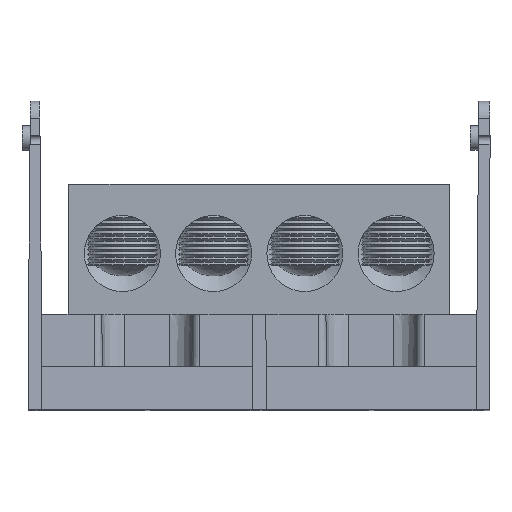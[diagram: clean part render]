
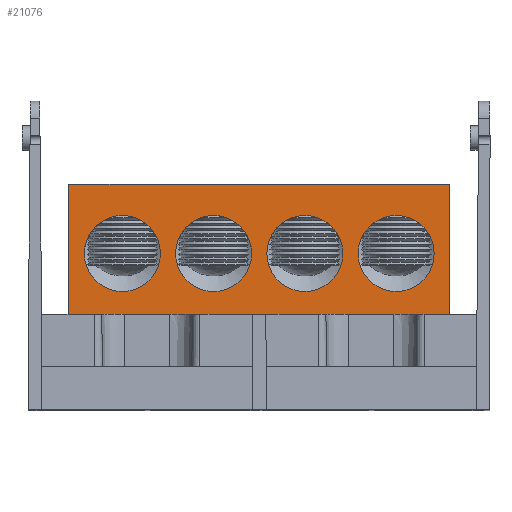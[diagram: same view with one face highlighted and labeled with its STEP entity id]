
A CAD part, top view. The second image highlights one B-rep face of the part: STEP entity #21076.
In plain terms, the highlighted planar face has unit normal (0, 0, 1).
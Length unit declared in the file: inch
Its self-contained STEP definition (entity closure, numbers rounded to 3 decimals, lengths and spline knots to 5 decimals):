
#35 = DIRECTION ( 'NONE',  ( 0., 0., 1. ) ) ;
#1964 = LINE ( 'NONE', #19511, #13987 ) ;
#2035 = DIRECTION ( 'NONE',  ( 0., 0., 1. ) ) ;
#2070 = EDGE_CURVE ( 'NONE', #42795, #42795, #37747, .T. ) ;
#2343 = EDGE_CURVE ( 'NONE', #53500, #53500, #34832, .T. ) ;
#5035 = CIRCLE ( 'NONE', #42235, 0.4375 ) ;
#5768 = AXIS2_PLACEMENT_3D ( 'NONE', #17874, #49860, #22455 ) ;
#6763 = PLANE ( 'NONE',  #18026 ) ;
#7263 = CARTESIAN_POINT ( 'NONE',  ( -0.9, 1.1, 1.75 ) ) ;
#8204 = VERTEX_POINT ( 'NONE', #19885 ) ;
#8341 = ORIENTED_EDGE ( 'NONE', *, *, #38492, .T. ) ;
#9791 = ORIENTED_EDGE ( 'NONE', *, *, #14491, .F. ) ;
#10122 = CARTESIAN_POINT ( 'NONE',  ( 0.1525, 1.8, 1.75 ) ) ;
#11535 = CARTESIAN_POINT ( 'NONE',  ( 3.48, 1.1, 1.75 ) ) ;
#11979 = LINE ( 'NONE', #7263, #24122 ) ;
#13987 = VECTOR ( 'NONE', #14940, 39.37008 ) ;
#14491 = EDGE_CURVE ( 'NONE', #56331, #56331, #48540, .T. ) ;
#14940 = DIRECTION ( 'NONE',  ( -1., 0., 0. ) ) ;
#15053 = EDGE_LOOP ( 'NONE', ( #9791 ) ) ;
#15647 = LINE ( 'NONE', #57606, #27775 ) ;
#16145 = DIRECTION ( 'NONE',  ( -1., 0., 0. ) ) ;
#17130 = VERTEX_POINT ( 'NONE', #20287 ) ;
#17874 = CARTESIAN_POINT ( 'NONE',  ( 2.865, 1.8, 1.75 ) ) ;
#18026 = AXIS2_PLACEMENT_3D ( 'NONE', #11535, #43524, #16145 ) ;
#19354 = CARTESIAN_POINT ( 'NONE',  ( 1.2025, 1.8, 1.75 ) ) ;
#19511 = CARTESIAN_POINT ( 'NONE',  ( 3.48, 1.1, 1.75 ) ) ;
#19739 = AXIS2_PLACEMENT_3D ( 'NONE', #50093, #35, #24700 ) ;
#19885 = CARTESIAN_POINT ( 'NONE',  ( -0.9, 2.6, 1.75 ) ) ;
#20287 = CARTESIAN_POINT ( 'NONE',  ( -0.9, 1.1, 1.75 ) ) ;
#21076 = ADVANCED_FACE ( 'NONE', ( #34670, #36067, #58961, #46809, #22512 ), #6763, .F. ) ;
#22455 = DIRECTION ( 'NONE',  ( 1., 0., 0. ) ) ;
#22512 = FACE_OUTER_BOUND ( 'NONE', #31756, .T. ) ;
#23834 = CARTESIAN_POINT ( 'NONE',  ( 1.815, 1.8, 1.75 ) ) ;
#24122 = VECTOR ( 'NONE', #38599, 39.37008 ) ;
#24346 = ORIENTED_EDGE ( 'NONE', *, *, #57049, .F. ) ;
#24700 = DIRECTION ( 'NONE',  ( 1., 0., 0. ) ) ;
#27088 = CARTESIAN_POINT ( 'NONE',  ( 2.2525, 1.8, 1.75 ) ) ;
#27775 = VECTOR ( 'NONE', #34838, 39.37008 ) ;
#28491 = DIRECTION ( 'NONE',  ( 1., 0., 0. ) ) ;
#29307 = CARTESIAN_POINT ( 'NONE',  ( 0.765, 1.8, 1.75 ) ) ;
#30695 = EDGE_CURVE ( 'NONE', #31275, #41065, #50424, .T. ) ;
#31275 = VERTEX_POINT ( 'NONE', #43932 ) ;
#31756 = EDGE_LOOP ( 'NONE', ( #57337, #24346, #41857, #8341 ) ) ;
#31916 = ORIENTED_EDGE ( 'NONE', *, *, #38223, .F. ) ;
#33877 = DIRECTION ( 'NONE',  ( 1., 0., 0. ) ) ;
#34670 = FACE_BOUND ( 'NONE', #58950, .T. ) ;
#34832 = CIRCLE ( 'NONE', #40018, 0.4375 ) ;
#34838 = DIRECTION ( 'NONE',  ( -1., 0., 0. ) ) ;
#36067 = FACE_BOUND ( 'NONE', #58259, .T. ) ;
#37747 = CIRCLE ( 'NONE', #19739, 0.4375 ) ;
#38215 = VECTOR ( 'NONE', #56950, 39.37008 ) ;
#38223 = EDGE_CURVE ( 'NONE', #52658, #52658, #5035, .T. ) ;
#38492 = EDGE_CURVE ( 'NONE', #31275, #8204, #15647, .T. ) ;
#38599 = DIRECTION ( 'NONE',  ( 0., -1., 0. ) ) ;
#38671 = CARTESIAN_POINT ( 'NONE',  ( 3.3025, 1.8, 1.75 ) ) ;
#40018 = AXIS2_PLACEMENT_3D ( 'NONE', #29307, #2035, #33877 ) ;
#41065 = VERTEX_POINT ( 'NONE', #58614 ) ;
#41857 = ORIENTED_EDGE ( 'NONE', *, *, #30695, .F. ) ;
#42235 = AXIS2_PLACEMENT_3D ( 'NONE', #23834, #55848, #28491 ) ;
#42795 = VERTEX_POINT ( 'NONE', #10122 ) ;
#43524 = DIRECTION ( 'NONE',  ( 0., 0., -1. ) ) ;
#43932 = CARTESIAN_POINT ( 'NONE',  ( 3.48, 2.6, 1.75 ) ) ;
#46544 = EDGE_LOOP ( 'NONE', ( #31916 ) ) ;
#46809 = FACE_BOUND ( 'NONE', #15053, .T. ) ;
#48540 = CIRCLE ( 'NONE', #5768, 0.4375 ) ;
#49860 = DIRECTION ( 'NONE',  ( 0., 0., 1. ) ) ;
#50093 = CARTESIAN_POINT ( 'NONE',  ( -0.285, 1.8, 1.75 ) ) ;
#50424 = LINE ( 'NONE', #52372, #38215 ) ;
#51374 = EDGE_CURVE ( 'NONE', #8204, #17130, #11979, .T. ) ;
#51835 = ORIENTED_EDGE ( 'NONE', *, *, #2343, .F. ) ;
#52372 = CARTESIAN_POINT ( 'NONE',  ( 3.48, 1.1, 1.75 ) ) ;
#52658 = VERTEX_POINT ( 'NONE', #27088 ) ;
#53500 = VERTEX_POINT ( 'NONE', #19354 ) ;
#55307 = ORIENTED_EDGE ( 'NONE', *, *, #2070, .F. ) ;
#55848 = DIRECTION ( 'NONE',  ( 0., 0., 1. ) ) ;
#56331 = VERTEX_POINT ( 'NONE', #38671 ) ;
#56950 = DIRECTION ( 'NONE',  ( 0., -1., 0. ) ) ;
#57049 = EDGE_CURVE ( 'NONE', #41065, #17130, #1964, .T. ) ;
#57337 = ORIENTED_EDGE ( 'NONE', *, *, #51374, .T. ) ;
#57606 = CARTESIAN_POINT ( 'NONE',  ( 3.48, 2.6, 1.75 ) ) ;
#58259 = EDGE_LOOP ( 'NONE', ( #51835 ) ) ;
#58614 = CARTESIAN_POINT ( 'NONE',  ( 3.48, 1.1, 1.75 ) ) ;
#58950 = EDGE_LOOP ( 'NONE', ( #55307 ) ) ;
#58961 = FACE_BOUND ( 'NONE', #46544, .T. ) ;
